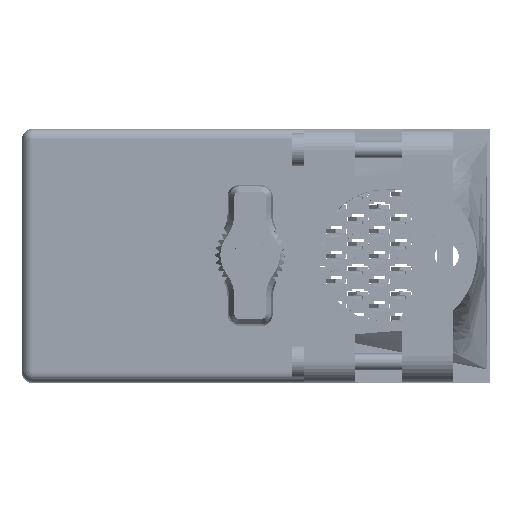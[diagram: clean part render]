
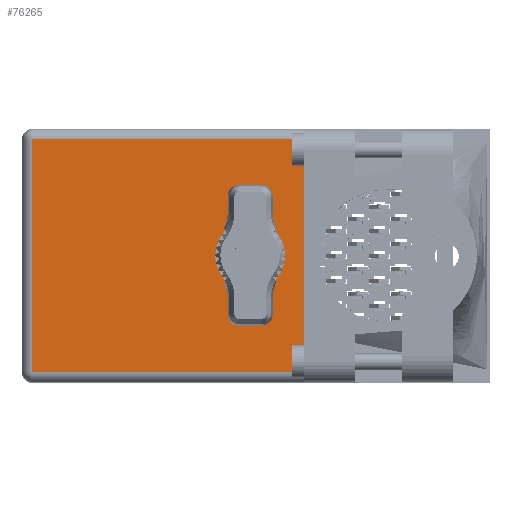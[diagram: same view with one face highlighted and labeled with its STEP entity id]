
A CAD part, top view. The second image highlights one B-rep face of the part: STEP entity #76265.
In plain terms, the highlighted face is planar.
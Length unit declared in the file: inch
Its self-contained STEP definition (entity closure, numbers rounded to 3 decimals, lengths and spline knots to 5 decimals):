
#416 = CARTESIAN_POINT ( 'NONE',  ( 0., 1.93, 0. ) ) ;
#678 = VECTOR ( 'NONE', #35492, 39.37008 ) ;
#765 = DIRECTION ( 'NONE',  ( 0., 0., 1. ) ) ;
#1116 = VECTOR ( 'NONE', #98251, 39.37008 ) ;
#6458 = AXIS2_PLACEMENT_3D ( 'NONE', #27911, #11874, #93236 ) ;
#7061 = LINE ( 'NONE', #51567, #678 ) ;
#11874 = DIRECTION ( 'NONE',  ( 0., 1., 0. ) ) ;
#12370 = AXIS2_PLACEMENT_3D ( 'NONE', #80183, #39522, #96624 ) ;
#15252 = ORIENTED_EDGE ( 'NONE', *, *, #78649, .F. ) ;
#18333 = CARTESIAN_POINT ( 'NONE',  ( 0.3275, 1.93, -0.703 ) ) ;
#20193 = VERTEX_POINT ( 'NONE', #53827 ) ;
#20405 = DIRECTION ( 'NONE',  ( 0., 0., 1. ) ) ;
#21601 = ORIENTED_EDGE ( 'NONE', *, *, #35022, .F. ) ;
#22151 = CARTESIAN_POINT ( 'NONE',  ( 0., 1.93, 0.17 ) ) ;
#25806 = ORIENTED_EDGE ( 'NONE', *, *, #36264, .F. ) ;
#27911 = CARTESIAN_POINT ( 'NONE',  ( -1.3775, 1.93, -0.765 ) ) ;
#29765 = FACE_BOUND ( 'NONE', #102762, .T. ) ;
#35022 = EDGE_CURVE ( 'NONE', #69118, #98590, #67519, .T. ) ;
#35492 = DIRECTION ( 'NONE',  ( 1., 0., 0. ) ) ;
#35577 = LINE ( 'NONE', #104102, #54799 ) ;
#35811 = CARTESIAN_POINT ( 'NONE',  ( -1.3155, 1.93, -0.703 ) ) ;
#36264 = EDGE_CURVE ( 'NONE', #81044, #97204, #100357, .T. ) ;
#38813 = CARTESIAN_POINT ( 'NONE',  ( 0.3275, 1.93, -0.765 ) ) ;
#39522 = DIRECTION ( 'NONE',  ( 0., 1., 0. ) ) ;
#39906 = VECTOR ( 'NONE', #20405, 39.37008 ) ;
#46668 = EDGE_CURVE ( 'NONE', #20193, #98590, #7061, .T. ) ;
#48821 = LINE ( 'NONE', #101402, #39906 ) ;
#49588 = CARTESIAN_POINT ( 'NONE',  ( 0., 1.93, -0.17 ) ) ;
#51567 = CARTESIAN_POINT ( 'NONE',  ( 0.3275, 1.93, 0.703 ) ) ;
#52121 = ORIENTED_EDGE ( 'NONE', *, *, #82927, .T. ) ;
#53273 = PLANE ( 'NONE',  #6458 ) ;
#53827 = CARTESIAN_POINT ( 'NONE',  ( -1.3155, 1.93, 0.703 ) ) ;
#54799 = VECTOR ( 'NONE', #64158, 39.37008 ) ;
#64158 = DIRECTION ( 'NONE',  ( -1., 0., 0. ) ) ;
#64927 = VERTEX_POINT ( 'NONE', #35811 ) ;
#67519 = LINE ( 'NONE', #38813, #1116 ) ;
#69118 = VERTEX_POINT ( 'NONE', #18333 ) ;
#71893 = CARTESIAN_POINT ( 'NONE',  ( 0.3275, 1.93, 0.703 ) ) ;
#75343 = ORIENTED_EDGE ( 'NONE', *, *, #89997, .T. ) ;
#76265 = ADVANCED_FACE ( 'NONE', ( #92353, #29765 ), #53273, .T. ) ;
#78649 = EDGE_CURVE ( 'NONE', #97204, #81044, #100738, .T. ) ;
#80183 = CARTESIAN_POINT ( 'NONE',  ( 0., 1.93, 0. ) ) ;
#81044 = VERTEX_POINT ( 'NONE', #49588 ) ;
#82138 = DIRECTION ( 'NONE',  ( 0., 1., 0. ) ) ;
#82927 = EDGE_CURVE ( 'NONE', #69118, #64927, #35577, .T. ) ;
#89997 = EDGE_CURVE ( 'NONE', #64927, #20193, #48821, .T. ) ;
#92353 = FACE_OUTER_BOUND ( 'NONE', #93687, .T. ) ;
#93236 = DIRECTION ( 'NONE',  ( -1., 0., 0. ) ) ;
#93687 = EDGE_LOOP ( 'NONE', ( #75343, #96651, #21601, #52121 ) ) ;
#95585 = AXIS2_PLACEMENT_3D ( 'NONE', #416, #82138, #765 ) ;
#96624 = DIRECTION ( 'NONE',  ( 0., 0., 1. ) ) ;
#96651 = ORIENTED_EDGE ( 'NONE', *, *, #46668, .T. ) ;
#97204 = VERTEX_POINT ( 'NONE', #22151 ) ;
#98251 = DIRECTION ( 'NONE',  ( 0., 0., 1. ) ) ;
#98590 = VERTEX_POINT ( 'NONE', #71893 ) ;
#100357 = CIRCLE ( 'NONE', #12370, 0.17 ) ;
#100738 = CIRCLE ( 'NONE', #95585, 0.17 ) ;
#101402 = CARTESIAN_POINT ( 'NONE',  ( -1.3155, 1.93, -0.765 ) ) ;
#102762 = EDGE_LOOP ( 'NONE', ( #15252, #25806 ) ) ;
#104102 = CARTESIAN_POINT ( 'NONE',  ( -1.3775, 1.93, -0.703 ) ) ;
